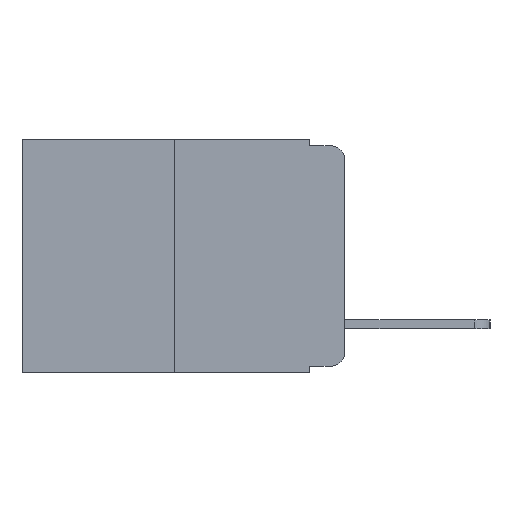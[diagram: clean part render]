
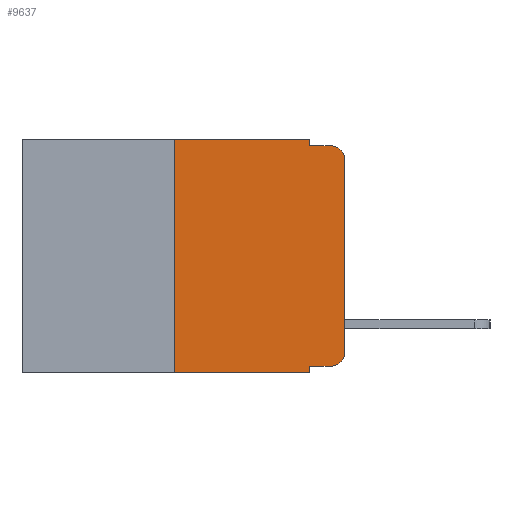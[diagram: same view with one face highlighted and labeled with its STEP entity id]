
A CAD part, left-side view. The second image highlights one B-rep face of the part: STEP entity #9637.
In plain terms, the highlighted planar face has unit normal (-1, 0, 0).
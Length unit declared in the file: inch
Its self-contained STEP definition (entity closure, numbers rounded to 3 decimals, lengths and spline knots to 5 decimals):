
#156 = VERTEX_POINT ( 'NONE', #9087 ) ;
#224 = ORIENTED_EDGE ( 'NONE', *, *, #3371, .F. ) ;
#459 = CARTESIAN_POINT ( 'NONE',  ( 0., 0.051, -0.333 ) ) ;
#591 = DIRECTION ( 'NONE',  ( 0., -1., 0. ) ) ;
#696 = ORIENTED_EDGE ( 'NONE', *, *, #5157, .F. ) ;
#1046 = ORIENTED_EDGE ( 'NONE', *, *, #10550, .F. ) ;
#1182 = ORIENTED_EDGE ( 'NONE', *, *, #5684, .F. ) ;
#1234 = ORIENTED_EDGE ( 'NONE', *, *, #10433, .F. ) ;
#1248 = DIRECTION ( 'NONE',  ( 0., 0., -1. ) ) ;
#1395 = VECTOR ( 'NONE', #10532, 39.37008 ) ;
#1749 = CARTESIAN_POINT ( 'NONE',  ( 0., 0.051, -0.01 ) ) ;
#2138 = LINE ( 'NONE', #2572, #11012 ) ;
#2276 = ORIENTED_EDGE ( 'NONE', *, *, #10027, .T. ) ;
#2344 = CIRCLE ( 'NONE', #2898, 0.02 ) ;
#2572 = CARTESIAN_POINT ( 'NONE',  ( 0., 0.051, 0. ) ) ;
#2632 = ORIENTED_EDGE ( 'NONE', *, *, #6023, .T. ) ;
#2644 = VECTOR ( 'NONE', #591, 39.37008 ) ;
#2796 = CARTESIAN_POINT ( 'NONE',  ( 0., 0.473, -0.343 ) ) ;
#2864 = VERTEX_POINT ( 'NONE', #8930 ) ;
#2898 = AXIS2_PLACEMENT_3D ( 'NONE', #5097, #10907, #8588 ) ;
#2925 = LINE ( 'NONE', #2796, #9128 ) ;
#2951 = PLANE ( 'NONE',  #11061 ) ;
#3173 = VERTEX_POINT ( 'NONE', #9651 ) ;
#3371 = EDGE_CURVE ( 'NONE', #2864, #9480, #8929, .T. ) ;
#3878 = DIRECTION ( 'NONE',  ( 1., 0., 0. ) ) ;
#3899 = DIRECTION ( 'NONE',  ( -1., 0., 0. ) ) ;
#4350 = CARTESIAN_POINT ( 'NONE',  ( 0., 0.051, -0.343 ) ) ;
#4643 = FACE_OUTER_BOUND ( 'NONE', #5464, .T. ) ;
#5032 = ORIENTED_EDGE ( 'NONE', *, *, #6224, .T. ) ;
#5041 = DIRECTION ( 'NONE',  ( 0., 0., -1. ) ) ;
#5093 = VERTEX_POINT ( 'NONE', #10081 ) ;
#5097 = CARTESIAN_POINT ( 'NONE',  ( 0., 0.02, -0.313 ) ) ;
#5131 = ORIENTED_EDGE ( 'NONE', *, *, #10219, .T. ) ;
#5157 = EDGE_CURVE ( 'NONE', #9480, #11299, #7393, .T. ) ;
#5181 = CARTESIAN_POINT ( 'NONE',  ( 0., 0., -0.03 ) ) ;
#5223 = VERTEX_POINT ( 'NONE', #4350 ) ;
#5284 = ORIENTED_EDGE ( 'NONE', *, *, #8596, .T. ) ;
#5335 = VECTOR ( 'NONE', #5041, 39.37008 ) ;
#5464 = EDGE_LOOP ( 'NONE', ( #2276, #5131, #1234, #1046, #696, #224, #2632, #1182, #5032, #5284 ) ) ;
#5596 = LINE ( 'NONE', #6815, #5335 ) ;
#5684 = EDGE_CURVE ( 'NONE', #6245, #5223, #5596, .T. ) ;
#5753 = CARTESIAN_POINT ( 'NONE',  ( 0., 0.25, 0. ) ) ;
#5765 = DIRECTION ( 'NONE',  ( 0., 0., 1. ) ) ;
#5835 = CARTESIAN_POINT ( 'NONE',  ( 0., 0.473, 0. ) ) ;
#5852 = VECTOR ( 'NONE', #9992, 39.37008 ) ;
#6013 = CARTESIAN_POINT ( 'NONE',  ( 0., 0.25, 0. ) ) ;
#6023 = EDGE_CURVE ( 'NONE', #2864, #5223, #2925, .T. ) ;
#6111 = LINE ( 'NONE', #10452, #5852 ) ;
#6224 = EDGE_CURVE ( 'NONE', #6245, #3173, #6111, .T. ) ;
#6245 = VERTEX_POINT ( 'NONE', #459 ) ;
#6254 = VERTEX_POINT ( 'NONE', #5181 ) ;
#6306 = CARTESIAN_POINT ( 'NONE',  ( 0., 0.473, 0. ) ) ;
#6815 = CARTESIAN_POINT ( 'NONE',  ( 0., 0.051, 0. ) ) ;
#6843 = CARTESIAN_POINT ( 'NONE',  ( 0., 0., 0. ) ) ;
#7057 = CARTESIAN_POINT ( 'NONE',  ( 0., 0.02, -0.03 ) ) ;
#7207 = CARTESIAN_POINT ( 'NONE',  ( 0., 0.051, -0.01 ) ) ;
#7393 = LINE ( 'NONE', #5835, #2644 ) ;
#7878 = DIRECTION ( 'NONE',  ( 0., -1., 0. ) ) ;
#8051 = VECTOR ( 'NONE', #7878, 39.37008 ) ;
#8334 = LINE ( 'NONE', #6843, #1395 ) ;
#8588 = DIRECTION ( 'NONE',  ( 0., 0., -1. ) ) ;
#8596 = EDGE_CURVE ( 'NONE', #3173, #5093, #2344, .T. ) ;
#8929 = LINE ( 'NONE', #6013, #10740 ) ;
#8930 = CARTESIAN_POINT ( 'NONE',  ( 0., 0.25, -0.343 ) ) ;
#8977 = CIRCLE ( 'NONE', #10627, 0.02 ) ;
#9087 = CARTESIAN_POINT ( 'NONE',  ( 0., 0.02, -0.01 ) ) ;
#9128 = VECTOR ( 'NONE', #10211, 39.37008 ) ;
#9480 = VERTEX_POINT ( 'NONE', #5753 ) ;
#9637 = ADVANCED_FACE ( 'NONE', ( #4643 ), #2951, .F. ) ;
#9651 = CARTESIAN_POINT ( 'NONE',  ( 0., 0.02, -0.333 ) ) ;
#9853 = DIRECTION ( 'NONE',  ( 0., 0., -1. ) ) ;
#9992 = DIRECTION ( 'NONE',  ( 0., -1., 0. ) ) ;
#10027 = EDGE_CURVE ( 'NONE', #5093, #6254, #8334, .T. ) ;
#10081 = CARTESIAN_POINT ( 'NONE',  ( 0., 0., -0.313 ) ) ;
#10160 = LINE ( 'NONE', #7207, #8051 ) ;
#10211 = DIRECTION ( 'NONE',  ( 0., -1., 0. ) ) ;
#10219 = EDGE_CURVE ( 'NONE', #6254, #156, #8977, .T. ) ;
#10433 = EDGE_CURVE ( 'NONE', #10879, #156, #10160, .T. ) ;
#10452 = CARTESIAN_POINT ( 'NONE',  ( 0., 0.051, -0.333 ) ) ;
#10532 = DIRECTION ( 'NONE',  ( 0., 0., 1. ) ) ;
#10549 = DIRECTION ( 'NONE',  ( 0., 0., -1. ) ) ;
#10550 = EDGE_CURVE ( 'NONE', #11299, #10879, #2138, .T. ) ;
#10627 = AXIS2_PLACEMENT_3D ( 'NONE', #7057, #3899, #10549 ) ;
#10740 = VECTOR ( 'NONE', #5765, 39.37008 ) ;
#10818 = CARTESIAN_POINT ( 'NONE',  ( 0., 0.051, 0. ) ) ;
#10879 = VERTEX_POINT ( 'NONE', #1749 ) ;
#10907 = DIRECTION ( 'NONE',  ( -1., 0., 0. ) ) ;
#11012 = VECTOR ( 'NONE', #1248, 39.37008 ) ;
#11061 = AXIS2_PLACEMENT_3D ( 'NONE', #6306, #3878, #9853 ) ;
#11299 = VERTEX_POINT ( 'NONE', #10818 ) ;
